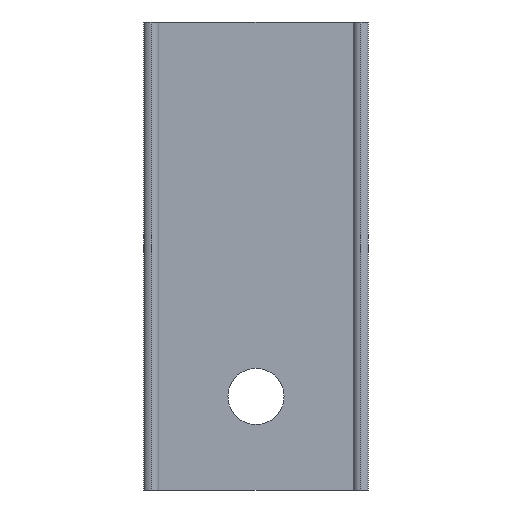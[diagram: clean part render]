
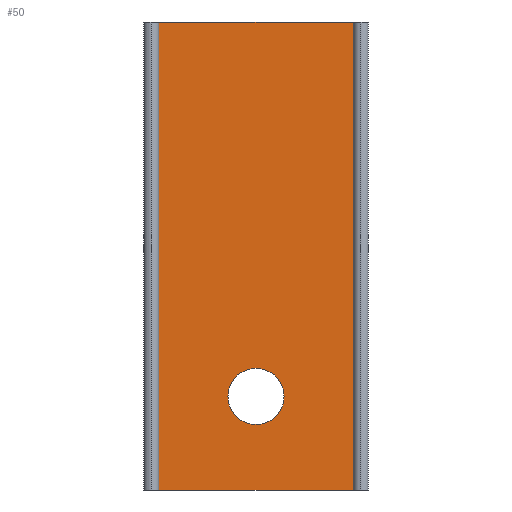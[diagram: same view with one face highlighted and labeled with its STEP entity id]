
A CAD part, front view. The second image highlights one B-rep face of the part: STEP entity #50.
In plain terms, the highlighted planar face has unit normal (0, -1, 0).
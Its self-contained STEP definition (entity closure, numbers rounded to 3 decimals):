
#50=ADVANCED_FACE('NONE',(#103,#104),#105,.F.);
#103=FACE_OUTER_BOUND('',#202,.T.);
#104=FACE_BOUND('',#203,.T.);
#105=PLANE('',#204);
#202=EDGE_LOOP('',(#320,#321,#322,#323));
#203=EDGE_LOOP('',(#324,#325));
#204=AXIS2_PLACEMENT_3D('',#326,#327,#328);
#320=ORIENTED_EDGE('',*,*,#719,.T.);
#321=ORIENTED_EDGE('',*,*,#720,.F.);
#322=ORIENTED_EDGE('',*,*,#721,.F.);
#323=ORIENTED_EDGE('',*,*,#718,.T.);
#324=ORIENTED_EDGE('',*,*,#722,.T.);
#325=ORIENTED_EDGE('',*,*,#705,.T.);
#326=CARTESIAN_POINT('',(0.8,0.75,25.0));
#327=DIRECTION('',(0.0,1.0,0.0));
#328=DIRECTION('',(1.0,0.0,-0.0));
#705=EDGE_CURVE('NONE',#839,#840,#841,.T.);
#718=EDGE_CURVE('NONE',#859,#863,#865,.T.);
#719=EDGE_CURVE('NONE',#863,#866,#867,.T.);
#720=EDGE_CURVE('NONE',#868,#866,#869,.T.);
#721=EDGE_CURVE('NONE',#859,#868,#870,.T.);
#722=EDGE_CURVE('NONE',#840,#839,#871,.T.);
#839=VERTEX_POINT('NONE',#1062);
#840=VERTEX_POINT('NONE',#1063);
#841=CIRCLE('',#1064,1.5);
#859=VERTEX_POINT('NONE',#1088);
#863=VERTEX_POINT('NONE',#1094);
#865=LINE('',#1097,#1098);
#866=VERTEX_POINT('NONE',#1099);
#867=LINE('',#1100,#1101);
#868=VERTEX_POINT('NONE',#1102);
#869=LINE('',#1103,#1104);
#870=LINE('',#1105,#1106);
#871=CIRCLE('',#1107,1.5);
#1062=CARTESIAN_POINT('',(6.0,0.75,3.5));
#1063=CARTESIAN_POINT('',(6.0,0.75,6.5));
#1064=AXIS2_PLACEMENT_3D('',#1367,#1368,#1369);
#1088=CARTESIAN_POINT('',(0.8,0.75,25.0));
#1094=CARTESIAN_POINT('',(0.8,0.75,0.0));
#1097=CARTESIAN_POINT('',(0.8,0.75,25.0));
#1098=VECTOR('',#1388,1000.0);
#1099=CARTESIAN_POINT('',(11.2,0.75,0.0));
#1100=CARTESIAN_POINT('',(0.8,0.75,0.0));
#1101=VECTOR('',#1389,1000.0);
#1102=CARTESIAN_POINT('',(11.2,0.75,25.0));
#1103=CARTESIAN_POINT('',(11.2,0.75,25.0));
#1104=VECTOR('',#1390,1000.0);
#1105=CARTESIAN_POINT('',(0.8,0.75,25.0));
#1106=VECTOR('',#1391,1000.0);
#1107=AXIS2_PLACEMENT_3D('',#1392,#1393,#1394);
#1367=CARTESIAN_POINT('',(6.0,0.75,5.0));
#1368=DIRECTION('',(0.0,1.0,0.0));
#1369=DIRECTION('',(0.0,0.0,1.0));
#1388=DIRECTION('',(-0.0,-0.0,-1.0));
#1389=DIRECTION('',(1.0,0.0,0.0));
#1390=DIRECTION('',(-0.0,-0.0,-1.0));
#1391=DIRECTION('',(1.0,0.0,0.0));
#1392=CARTESIAN_POINT('',(6.0,0.75,5.0));
#1393=DIRECTION('',(0.0,1.0,0.0));
#1394=DIRECTION('',(0.0,0.0,1.0));
